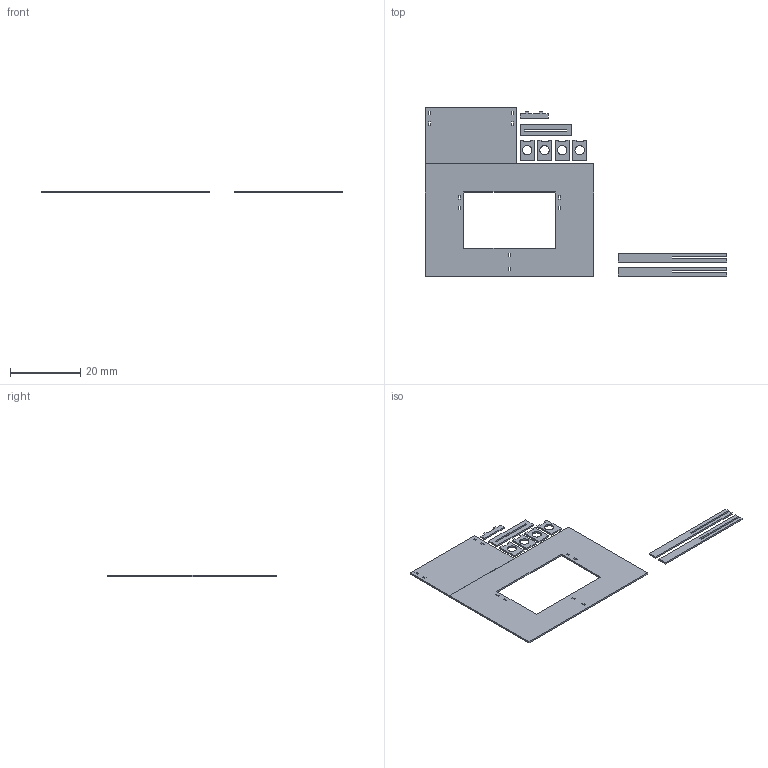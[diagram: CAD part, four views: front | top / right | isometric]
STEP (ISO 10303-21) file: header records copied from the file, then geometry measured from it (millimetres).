
FILE_DESCRIPTION(('FreeCAD Model'),'2;1');
FILE_NAME('Open CASCADE Shape Model','2021-10-19T01:18:52',('Author'),( ''),'Open CASCADE STEP processor 7.4','FreeCAD','Unknown');
FILE_SCHEMA(('AUTOMOTIVE_DESIGN { 1 0 10303 214 1 1 1 1 }'));
Length unit declared in the file: millimetre
Products named in the file (11): LinkGroup; door; platform; axle_joint; axle_joint_2; axle_joint_3; axle_joint_4; lever; lever_joint; axle; axle_2
Assembly tree (10 placements, depth 2):
  LinkGroup
    door
    platform
    axle_joint
    axle_joint_2
    axle_joint_3
    axle_joint_4
    lever
    lever_joint
    axle
    axle_2
Bounding box: 85.92 x 48 x 0.46 mm (x, y, z)
Volume: 826.4 mm3; surface area: 3938.1 mm2
Topology: 10 solids, 10 shells, 144 faces, 372 edges, 248 vertices
Faces by surface type: plane 140, cylinder 4
Full cylindrical faces by diameter (mm): 2.667 x4
Entity records: 9478 total; most frequent: CARTESIAN_POINT 1519, DIRECTION 1434, LINE 1100, VECTOR 1100, ORIENTED_EDGE 744, PCURVE 744, DEFINITIONAL_REPRESENTATION 744, EDGE_CURVE 372
